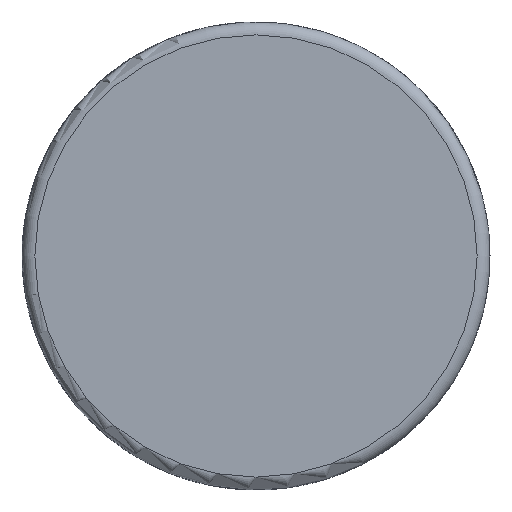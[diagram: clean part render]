
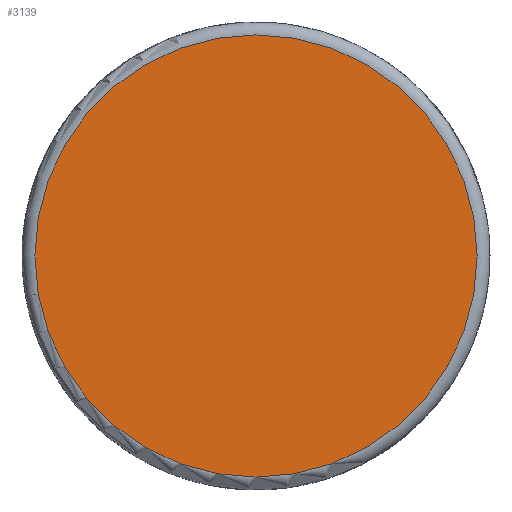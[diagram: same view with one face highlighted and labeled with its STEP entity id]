
A CAD part, left-side view. The second image highlights one B-rep face of the part: STEP entity #3139.
In plain terms, the highlighted planar face has unit normal (-1, 0, 0).
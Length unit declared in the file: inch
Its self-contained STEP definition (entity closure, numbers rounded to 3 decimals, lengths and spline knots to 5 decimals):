
#711=PLANE('',#3417);
#886=FACE_OUTER_BOUND('',#1060,.T.);
#1060=EDGE_LOOP('',(#2223));
#1231=CIRCLE('',#3319,1.5945);
#1281=VERTEX_POINT('',#4301);
#1619=EDGE_CURVE('',#1281,#1281,#1231,.T.);
#2223=ORIENTED_EDGE('',*,*,#1619,.F.);
#3139=ADVANCED_FACE('',(#886),#711,.F.);
#3319=AXIS2_PLACEMENT_3D('',#4302,#3569,#3570);
#3417=AXIS2_PLACEMENT_3D('',#4496,#3765,#3766);
#3569=DIRECTION('center_axis',(1.,0.,0.));
#3570=DIRECTION('ref_axis',(0.,-1.,0.));
#3765=DIRECTION('center_axis',(1.,0.,0.));
#3766=DIRECTION('ref_axis',(0.,0.,-1.));
#4301=CARTESIAN_POINT('',(0.,1.5945,0.));
#4302=CARTESIAN_POINT('Origin',(0.,0.,0.));
#4496=CARTESIAN_POINT('Origin',(0.,0.,0.));
